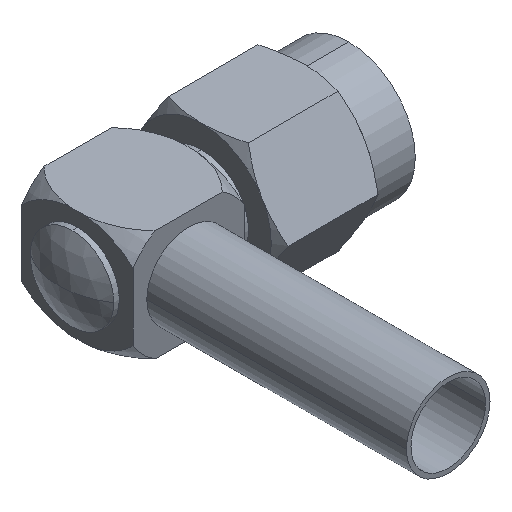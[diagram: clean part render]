
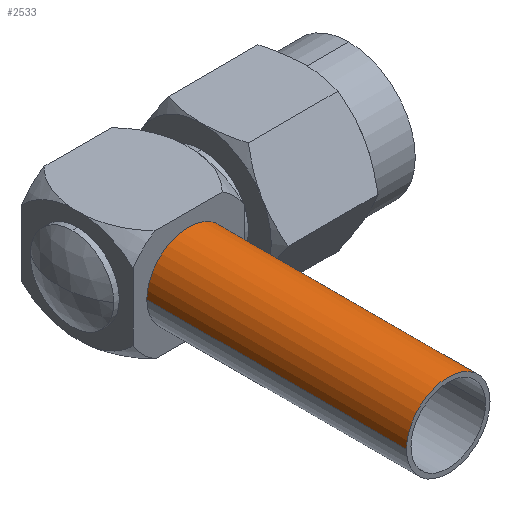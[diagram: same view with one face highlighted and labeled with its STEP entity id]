
A CAD part, isometric view. The second image highlights one B-rep face of the part: STEP entity #2533.
In plain terms, the highlighted cylindrical face has radius 2.388 mm (diameter 4.775 mm), a partial arc.
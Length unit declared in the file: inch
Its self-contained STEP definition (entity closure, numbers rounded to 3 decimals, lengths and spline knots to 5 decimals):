
#80 = DIRECTION ( 'NONE',  ( -1., 0., 0. ) ) ;
#247 = VECTOR ( 'NONE', #444, 39.37008 ) ;
#277 = DIRECTION ( 'NONE',  ( -1., 0., 0. ) ) ;
#285 = ORIENTED_EDGE ( 'NONE', *, *, #1228, .F. ) ;
#342 = EDGE_CURVE ( 'NONE', #1482, #887, #2897, .T. ) ;
#433 = LINE ( 'NONE', #2602, #247 ) ;
#444 = DIRECTION ( 'NONE',  ( 0., 1., 0. ) ) ;
#450 = VERTEX_POINT ( 'NONE', #2716 ) ;
#578 = ORIENTED_EDGE ( 'NONE', *, *, #342, .T. ) ;
#680 = CARTESIAN_POINT ( 'NONE',  ( 0.094, 0., 0. ) ) ;
#887 = VERTEX_POINT ( 'NONE', #1739 ) ;
#930 = ORIENTED_EDGE ( 'NONE', *, *, #1962, .F. ) ;
#1031 = FACE_OUTER_BOUND ( 'NONE', #2956, .T. ) ;
#1228 = EDGE_CURVE ( 'NONE', #1482, #2410, #433, .T. ) ;
#1358 = CIRCLE ( 'NONE', #1712, 0.094 ) ;
#1462 = CARTESIAN_POINT ( 'NONE',  ( 0., -0.70965, 0. ) ) ;
#1482 = VERTEX_POINT ( 'NONE', #2563 ) ;
#1513 = AXIS2_PLACEMENT_3D ( 'NONE', #1462, #1922, #3154 ) ;
#1561 = ORIENTED_EDGE ( 'NONE', *, *, #3121, .T. ) ;
#1671 = DIRECTION ( 'NONE',  ( 0., 1., 0. ) ) ;
#1712 = AXIS2_PLACEMENT_3D ( 'NONE', #2294, #3054, #80 ) ;
#1739 = CARTESIAN_POINT ( 'NONE',  ( 0.094, -0.70965, 0. ) ) ;
#1781 = DIRECTION ( 'NONE',  ( 0., 1., 0. ) ) ;
#1922 = DIRECTION ( 'NONE',  ( 0., 1., 0. ) ) ;
#1962 = EDGE_CURVE ( 'NONE', #2410, #450, #1358, .T. ) ;
#2028 = CYLINDRICAL_SURFACE ( 'NONE', #2939, 0.094 ) ;
#2157 = CARTESIAN_POINT ( 'NONE',  ( -0.094, -0.125, 0. ) ) ;
#2268 = VECTOR ( 'NONE', #1671, 39.37008 ) ;
#2294 = CARTESIAN_POINT ( 'NONE',  ( 0., -0.125, 0. ) ) ;
#2362 = LINE ( 'NONE', #680, #2268 ) ;
#2410 = VERTEX_POINT ( 'NONE', #2157 ) ;
#2533 = ADVANCED_FACE ( 'NONE', ( #1031 ), #2028, .T. ) ;
#2563 = CARTESIAN_POINT ( 'NONE',  ( -0.094, -0.70965, 0. ) ) ;
#2602 = CARTESIAN_POINT ( 'NONE',  ( -0.094, 0., 0. ) ) ;
#2716 = CARTESIAN_POINT ( 'NONE',  ( 0.094, -0.125, 0. ) ) ;
#2740 = CARTESIAN_POINT ( 'NONE',  ( 0., 0., 0. ) ) ;
#2897 = CIRCLE ( 'NONE', #1513, 0.094 ) ;
#2939 = AXIS2_PLACEMENT_3D ( 'NONE', #2740, #1781, #277 ) ;
#2956 = EDGE_LOOP ( 'NONE', ( #578, #1561, #930, #285 ) ) ;
#3054 = DIRECTION ( 'NONE',  ( 0., 1., 0. ) ) ;
#3121 = EDGE_CURVE ( 'NONE', #887, #450, #2362, .T. ) ;
#3154 = DIRECTION ( 'NONE',  ( -1., 0., 0. ) ) ;
